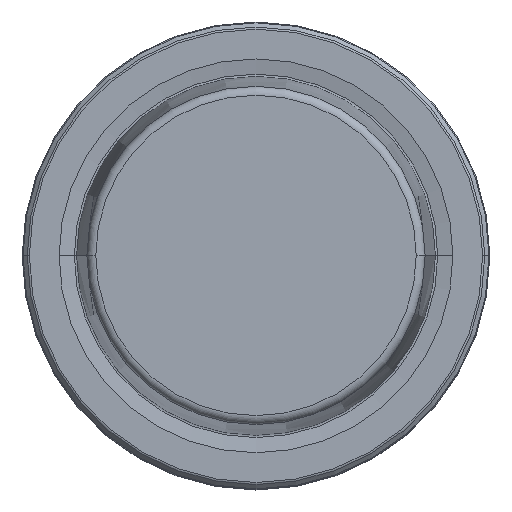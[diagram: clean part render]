
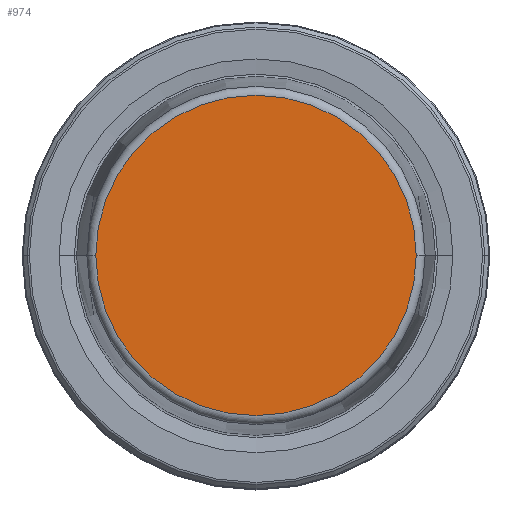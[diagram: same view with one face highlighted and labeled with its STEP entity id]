
A CAD part, top view. The second image highlights one B-rep face of the part: STEP entity #974.
In plain terms, the highlighted planar face has unit normal (0, 0, 1).
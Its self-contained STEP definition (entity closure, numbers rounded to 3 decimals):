
#7 = CIRCLE ( 'NONE', #1008, 21.581 ) ;
#30 = CIRCLE ( 'NONE', #1220, 21.581 ) ;
#42 = EDGE_LOOP ( 'NONE', ( #1570, #1662 ) ) ;
#95 = EDGE_CURVE ( 'NONE', #1498, #1364, #7, .T. ) ;
#199 = CARTESIAN_POINT ( 'NONE',  ( 0., 0., 31.9 ) ) ;
#364 = DIRECTION ( 'NONE',  ( 0., 0., 1. ) ) ;
#430 = PLANE ( 'NONE',  #599 ) ;
#491 = DIRECTION ( 'NONE',  ( 0., 0., -1. ) ) ;
#498 = CARTESIAN_POINT ( 'NONE',  ( -21.581, 0., 31.9 ) ) ;
#531 = DIRECTION ( 'NONE',  ( 1., 0., 0. ) ) ;
#599 = AXIS2_PLACEMENT_3D ( 'NONE', #2032, #491, #1806 ) ;
#722 = EDGE_CURVE ( 'NONE', #1364, #1498, #30, .T. ) ;
#916 = DIRECTION ( 'NONE',  ( 0., 0., 1. ) ) ;
#974 = ADVANCED_FACE ( 'NONE', ( #1673 ), #430, .F. ) ;
#1008 = AXIS2_PLACEMENT_3D ( 'NONE', #199, #916, #1482 ) ;
#1220 = AXIS2_PLACEMENT_3D ( 'NONE', #2004, #364, #531 ) ;
#1250 = CARTESIAN_POINT ( 'NONE',  ( 21.581, 0., 31.9 ) ) ;
#1364 = VERTEX_POINT ( 'NONE', #498 ) ;
#1482 = DIRECTION ( 'NONE',  ( 1., 0., 0. ) ) ;
#1498 = VERTEX_POINT ( 'NONE', #1250 ) ;
#1570 = ORIENTED_EDGE ( 'NONE', *, *, #95, .T. ) ;
#1662 = ORIENTED_EDGE ( 'NONE', *, *, #722, .T. ) ;
#1673 = FACE_OUTER_BOUND ( 'NONE', #42, .T. ) ;
#1806 = DIRECTION ( 'NONE',  ( -1., 0., 0. ) ) ;
#2004 = CARTESIAN_POINT ( 'NONE',  ( 0., 0., 31.9 ) ) ;
#2032 = CARTESIAN_POINT ( 'NONE',  ( 0., 0., 31.9 ) ) ;
